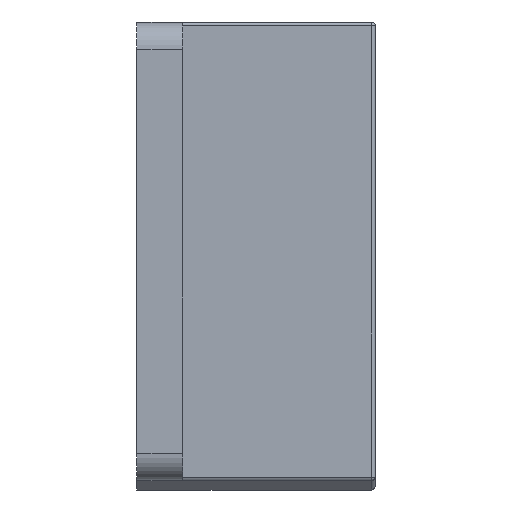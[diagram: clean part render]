
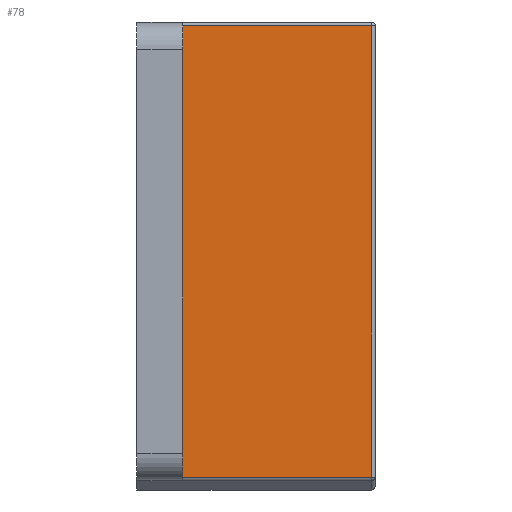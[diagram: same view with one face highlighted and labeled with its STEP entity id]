
A CAD part, left-side view. The second image highlights one B-rep face of the part: STEP entity #78.
In plain terms, the highlighted planar face has unit normal (-1, 0, 0).
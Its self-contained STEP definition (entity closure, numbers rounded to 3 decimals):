
#12 = EDGE_CURVE ( 'NONE', #269, #144, #231, .T. ) ;
#62 = CARTESIAN_POINT ( 'NONE',  ( -34., 1.5, 12.5 ) ) ;
#78 = ADVANCED_FACE ( 'NONE', ( #1059 ), #1400, .F. ) ;
#94 = LINE ( 'NONE', #1072, #1239 ) ;
#115 = VECTOR ( 'NONE', #504, 1000. ) ;
#144 = VERTEX_POINT ( 'NONE', #287 ) ;
#229 = VECTOR ( 'NONE', #680, 1000. ) ;
#231 = LINE ( 'NONE', #1346, #229 ) ;
#265 = EDGE_LOOP ( 'NONE', ( #795, #576, #552, #1077 ) ) ;
#269 = VERTEX_POINT ( 'NONE', #749 ) ;
#278 = DIRECTION ( 'NONE',  ( 0., -1., 0. ) ) ;
#287 = CARTESIAN_POINT ( 'NONE',  ( -34., 10.5, 12.3 ) ) ;
#289 = CARTESIAN_POINT ( 'NONE',  ( -34., 0.2, 12.5 ) ) ;
#290 = CARTESIAN_POINT ( 'NONE',  ( -34., 0.2, 12.3 ) ) ;
#364 = VERTEX_POINT ( 'NONE', #786 ) ;
#370 = LINE ( 'NONE', #813, #892 ) ;
#504 = DIRECTION ( 'NONE',  ( 0., 0., 1. ) ) ;
#527 = LINE ( 'NONE', #289, #115 ) ;
#548 = EDGE_CURVE ( 'NONE', #269, #364, #370, .T. ) ;
#552 = ORIENTED_EDGE ( 'NONE', *, *, #909, .T. ) ;
#576 = ORIENTED_EDGE ( 'NONE', *, *, #548, .T. ) ;
#594 = DIRECTION ( 'NONE',  ( 1., 0., 0. ) ) ;
#646 = DIRECTION ( 'NONE',  ( 0., 1., 0. ) ) ;
#680 = DIRECTION ( 'NONE',  ( 0., 0., 1. ) ) ;
#714 = DIRECTION ( 'NONE',  ( 0., 0., -1. ) ) ;
#749 = CARTESIAN_POINT ( 'NONE',  ( -34., 10.5, -12.3 ) ) ;
#786 = CARTESIAN_POINT ( 'NONE',  ( -34., 0.2, -12.3 ) ) ;
#795 = ORIENTED_EDGE ( 'NONE', *, *, #12, .F. ) ;
#813 = CARTESIAN_POINT ( 'NONE',  ( -34., 1.5, -12.3 ) ) ;
#872 = EDGE_CURVE ( 'NONE', #1388, #144, #94, .T. ) ;
#892 = VECTOR ( 'NONE', #278, 1000. ) ;
#909 = EDGE_CURVE ( 'NONE', #364, #1388, #527, .T. ) ;
#1059 = FACE_OUTER_BOUND ( 'NONE', #265, .T. ) ;
#1072 = CARTESIAN_POINT ( 'NONE',  ( -34., 1.5, 12.3 ) ) ;
#1077 = ORIENTED_EDGE ( 'NONE', *, *, #872, .T. ) ;
#1159 = AXIS2_PLACEMENT_3D ( 'NONE', #62, #594, #714 ) ;
#1239 = VECTOR ( 'NONE', #646, 1000. ) ;
#1346 = CARTESIAN_POINT ( 'NONE',  ( -34., 10.5, -12.5 ) ) ;
#1388 = VERTEX_POINT ( 'NONE', #290 ) ;
#1400 = PLANE ( 'NONE',  #1159 ) ;
